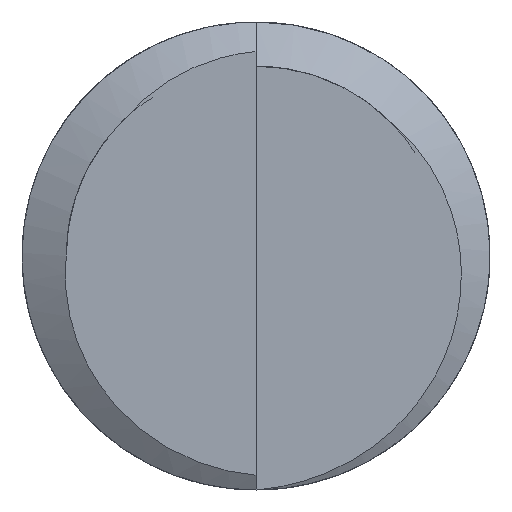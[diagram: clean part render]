
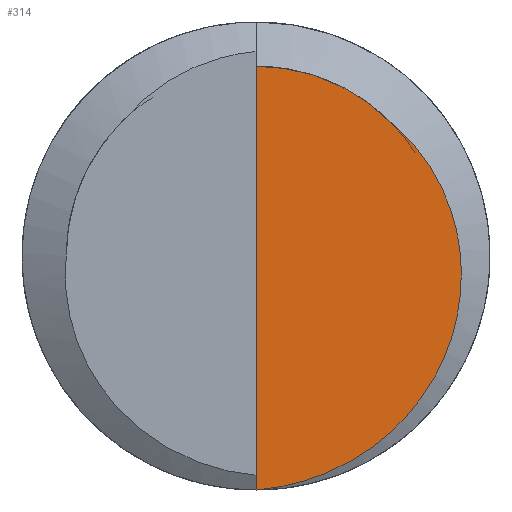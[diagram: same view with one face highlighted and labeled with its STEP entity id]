
A CAD part, left-side view. The second image highlights one B-rep face of the part: STEP entity #314.
In plain terms, the highlighted planar face has unit normal (-1, 0, 0).
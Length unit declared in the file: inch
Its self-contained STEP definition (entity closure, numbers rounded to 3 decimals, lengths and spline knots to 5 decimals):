
#42=CIRCLE('',#337,0.25345);
#48=FACE_OUTER_BOUND('',#67,.T.);
#67=EDGE_LOOP('',(#240,#241,#242));
#96=LINE('',#507,#108);
#108=VECTOR('',#365,0.56595);
#123=B_SPLINE_CURVE_WITH_KNOTS('',3,(#534,#535,#536,#537,#538,#539,#540,
#541,#542,#543,#544,#545,#546,#547,#548,#549,#550,#551),.UNSPECIFIED.,.F.,
 .F.,(4,2,2,2,2,2,2,2,4),(-0.85525,-0.81706,-0.77177,
-0.73301,-0.61714,-0.47366,-0.38404,
-0.15392,0.),.UNSPECIFIED.);
#133=VERTEX_POINT('',#401);
#155=VERTEX_POINT('',#500);
#158=VERTEX_POINT('',#533);
#187=EDGE_CURVE('',#133,#155,#96,.T.);
#191=EDGE_CURVE('',#158,#155,#123,.T.);
#192=EDGE_CURVE('',#133,#158,#42,.T.);
#240=ORIENTED_EDGE('',*,*,#187,.T.);
#241=ORIENTED_EDGE('',*,*,#191,.F.);
#242=ORIENTED_EDGE('',*,*,#192,.F.);
#310=PLANE('',#336);
#314=ADVANCED_FACE('',(#48),#310,.F.);
#336=AXIS2_PLACEMENT_3D('',#532,#370,#371);
#337=AXIS2_PLACEMENT_3D('',#552,#372,#373);
#365=DIRECTION('',(0.,0.,-1.));
#370=DIRECTION('center_axis',(1.,0.,0.));
#371=DIRECTION('ref_axis',(0.,0.,-1.));
#372=DIRECTION('center_axis',(1.,0.,0.));
#373=DIRECTION('ref_axis',(0.,1.,0.));
#401=CARTESIAN_POINT('',(0.44531,0.,0.25345));
#500=CARTESIAN_POINT('',(0.44531,0.,-0.3125));
#507=CARTESIAN_POINT('',(0.44531,0.,0.17907));
#532=CARTESIAN_POINT('Origin',(0.44531,0.,0.));
#533=CARTESIAN_POINT('',(0.44531,-0.17887,0.17957));
#534=CARTESIAN_POINT('Ctrl Pts',(0.44531,-0.17887,0.17957));
#535=CARTESIAN_POINT('Ctrl Pts',(0.44531,-0.20216,0.16056));
#536=CARTESIAN_POINT('Ctrl Pts',(0.44531,-0.219,0.13977));
#537=CARTESIAN_POINT('Ctrl Pts',(0.44531,-0.24558,0.09908));
#538=CARTESIAN_POINT('Ctrl Pts',(0.44531,-0.25662,0.07497));
#539=CARTESIAN_POINT('Ctrl Pts',(0.44531,-0.27013,0.02794));
#540=CARTESIAN_POINT('Ctrl Pts',(0.44531,-0.27237,0.00964));
#541=CARTESIAN_POINT('Ctrl Pts',(0.44531,-0.27622,-0.03845));
#542=CARTESIAN_POINT('Ctrl Pts',(0.44531,-0.2721,-0.0747));
#543=CARTESIAN_POINT('Ctrl Pts',(0.44531,-0.24768,-0.15186));
#544=CARTESIAN_POINT('Ctrl Pts',(0.44531,-0.22623,-0.18433));
#545=CARTESIAN_POINT('Ctrl Pts',(0.44531,-0.19413,-0.22224));
#546=CARTESIAN_POINT('Ctrl Pts',(0.44531,-0.18041,-0.23559));
#547=CARTESIAN_POINT('Ctrl Pts',(0.44531,-0.1272,-0.27814));
#548=CARTESIAN_POINT('Ctrl Pts',(0.44531,-0.08855,
-0.29354));
#549=CARTESIAN_POINT('Ctrl Pts',(0.44531,-0.04006,
-0.30726));
#550=CARTESIAN_POINT('Ctrl Pts',(0.44531,-0.02013,-0.31086));
#551=CARTESIAN_POINT('Ctrl Pts',(0.44531,0.,-0.3125));
#552=CARTESIAN_POINT('Origin',(0.44531,0.,0.));
